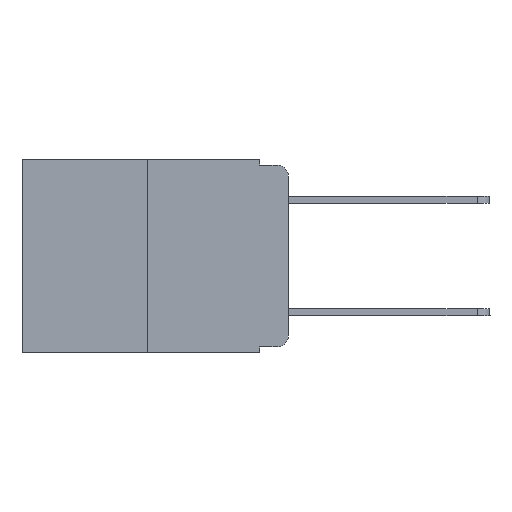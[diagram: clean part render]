
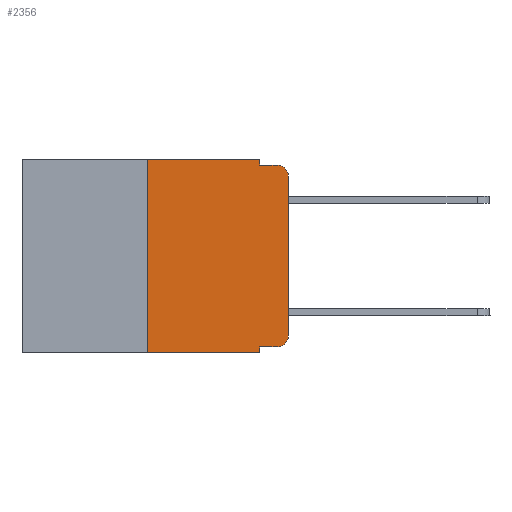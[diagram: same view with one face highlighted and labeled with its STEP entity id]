
A CAD part, left-side view. The second image highlights one B-rep face of the part: STEP entity #2356.
In plain terms, the highlighted planar face has unit normal (-1, 0, 0).
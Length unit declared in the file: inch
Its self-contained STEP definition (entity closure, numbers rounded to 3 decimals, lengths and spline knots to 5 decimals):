
#162 = CARTESIAN_POINT ( 'NONE',  ( 0., 0.051, 0. ) ) ;
#439 = AXIS2_PLACEMENT_3D ( 'NONE', #14890, #14798, #5049 ) ;
#705 = CIRCLE ( 'NONE', #439, 0.02 ) ;
#780 = ORIENTED_EDGE ( 'NONE', *, *, #12233, .T. ) ;
#1108 = DIRECTION ( 'NONE',  ( 0., -1., 0. ) ) ;
#1256 = CARTESIAN_POINT ( 'NONE',  ( 0., 0.051, -0.343 ) ) ;
#1541 = DIRECTION ( 'NONE',  ( 0., 0., -1. ) ) ;
#2185 = EDGE_CURVE ( 'NONE', #9257, #5259, #6930, .T. ) ;
#2356 = ADVANCED_FACE ( 'NONE', ( #2799 ), #4186, .F. ) ;
#2799 = FACE_OUTER_BOUND ( 'NONE', #14777, .T. ) ;
#2896 = AXIS2_PLACEMENT_3D ( 'NONE', #4112, #5083, #1541 ) ;
#2988 = DIRECTION ( 'NONE',  ( 0., -1., 0. ) ) ;
#3117 = CARTESIAN_POINT ( 'NONE',  ( 0., 0.02, -0.333 ) ) ;
#3128 = EDGE_CURVE ( 'NONE', #16075, #12162, #12374, .T. ) ;
#3554 = CIRCLE ( 'NONE', #12776, 0.02 ) ;
#3643 = CARTESIAN_POINT ( 'NONE',  ( 0., 0.25, 0. ) ) ;
#4112 = CARTESIAN_POINT ( 'NONE',  ( 0., 0.473, 0. ) ) ;
#4186 = PLANE ( 'NONE',  #2896 ) ;
#4220 = VERTEX_POINT ( 'NONE', #162 ) ;
#4238 = ORIENTED_EDGE ( 'NONE', *, *, #5243, .F. ) ;
#4646 = VECTOR ( 'NONE', #11989, 39.37008 ) ;
#4657 = CARTESIAN_POINT ( 'NONE',  ( 0., 0.25, -0.343 ) ) ;
#5049 = DIRECTION ( 'NONE',  ( 0., 0., -1. ) ) ;
#5071 = CARTESIAN_POINT ( 'NONE',  ( 0., 0.473, 0. ) ) ;
#5083 = DIRECTION ( 'NONE',  ( 1., 0., 0. ) ) ;
#5243 = EDGE_CURVE ( 'NONE', #4220, #16075, #13353, .T. ) ;
#5259 = VERTEX_POINT ( 'NONE', #3117 ) ;
#5434 = CARTESIAN_POINT ( 'NONE',  ( 0., 0.02, -0.313 ) ) ;
#5504 = CARTESIAN_POINT ( 'NONE',  ( 0., 0.051, 0. ) ) ;
#5734 = CARTESIAN_POINT ( 'NONE',  ( 0., 0.051, 0. ) ) ;
#5936 = CARTESIAN_POINT ( 'NONE',  ( 0., 0.051, -0.01 ) ) ;
#6152 = CARTESIAN_POINT ( 'NONE',  ( 0., 0.473, -0.343 ) ) ;
#6501 = DIRECTION ( 'NONE',  ( -1., 0., 0. ) ) ;
#6913 = VECTOR ( 'NONE', #10612, 39.37008 ) ;
#6930 = LINE ( 'NONE', #9252, #13672 ) ;
#7277 = DIRECTION ( 'NONE',  ( 0., -1., 0. ) ) ;
#7302 = ORIENTED_EDGE ( 'NONE', *, *, #2185, .T. ) ;
#7690 = VECTOR ( 'NONE', #14583, 39.37008 ) ;
#8178 = EDGE_CURVE ( 'NONE', #15778, #12926, #10288, .T. ) ;
#8471 = EDGE_CURVE ( 'NONE', #15869, #4220, #11332, .T. ) ;
#8528 = VECTOR ( 'NONE', #10668, 39.37008 ) ;
#8546 = CARTESIAN_POINT ( 'NONE',  ( 0., 0., 0. ) ) ;
#8663 = CARTESIAN_POINT ( 'NONE',  ( 0., 0., -0.03 ) ) ;
#9155 = CARTESIAN_POINT ( 'NONE',  ( 0., 0.02, -0.01 ) ) ;
#9252 = CARTESIAN_POINT ( 'NONE',  ( 0., 0.051, -0.333 ) ) ;
#9257 = VERTEX_POINT ( 'NONE', #14364 ) ;
#10027 = ORIENTED_EDGE ( 'NONE', *, *, #8178, .T. ) ;
#10195 = VERTEX_POINT ( 'NONE', #15952 ) ;
#10288 = LINE ( 'NONE', #6152, #6913 ) ;
#10299 = VERTEX_POINT ( 'NONE', #8663 ) ;
#10612 = DIRECTION ( 'NONE',  ( 0., -1., 0. ) ) ;
#10668 = DIRECTION ( 'NONE',  ( 0., 0., -1. ) ) ;
#10717 = ORIENTED_EDGE ( 'NONE', *, *, #3128, .F. ) ;
#10729 = ORIENTED_EDGE ( 'NONE', *, *, #15221, .T. ) ;
#10742 = CARTESIAN_POINT ( 'NONE',  ( 0., 0.25, 0. ) ) ;
#11332 = LINE ( 'NONE', #5071, #14580 ) ;
#11434 = VECTOR ( 'NONE', #15818, 39.37008 ) ;
#11814 = LINE ( 'NONE', #10742, #4646 ) ;
#11989 = DIRECTION ( 'NONE',  ( 0., 0., 1. ) ) ;
#12162 = VERTEX_POINT ( 'NONE', #9155 ) ;
#12233 = EDGE_CURVE ( 'NONE', #5259, #10195, #3554, .T. ) ;
#12302 = LINE ( 'NONE', #5734, #8528 ) ;
#12374 = LINE ( 'NONE', #15971, #15306 ) ;
#12416 = ORIENTED_EDGE ( 'NONE', *, *, #8471, .F. ) ;
#12529 = ORIENTED_EDGE ( 'NONE', *, *, #12939, .T. ) ;
#12715 = ORIENTED_EDGE ( 'NONE', *, *, #13201, .F. ) ;
#12776 = AXIS2_PLACEMENT_3D ( 'NONE', #5434, #6501, #14351 ) ;
#12926 = VERTEX_POINT ( 'NONE', #1256 ) ;
#12939 = EDGE_CURVE ( 'NONE', #10299, #12162, #705, .T. ) ;
#13201 = EDGE_CURVE ( 'NONE', #15778, #15869, #11814, .T. ) ;
#13353 = LINE ( 'NONE', #5504, #7690 ) ;
#13672 = VECTOR ( 'NONE', #2988, 39.37008 ) ;
#14297 = EDGE_CURVE ( 'NONE', #9257, #12926, #12302, .T. ) ;
#14351 = DIRECTION ( 'NONE',  ( 0., 0., -1. ) ) ;
#14364 = CARTESIAN_POINT ( 'NONE',  ( 0., 0.051, -0.333 ) ) ;
#14568 = ORIENTED_EDGE ( 'NONE', *, *, #14297, .F. ) ;
#14578 = LINE ( 'NONE', #8546, #11434 ) ;
#14580 = VECTOR ( 'NONE', #1108, 39.37008 ) ;
#14583 = DIRECTION ( 'NONE',  ( 0., 0., -1. ) ) ;
#14777 = EDGE_LOOP ( 'NONE', ( #10729, #12529, #10717, #4238, #12416, #12715, #10027, #14568, #7302, #780 ) ) ;
#14798 = DIRECTION ( 'NONE',  ( -1., 0., 0. ) ) ;
#14890 = CARTESIAN_POINT ( 'NONE',  ( 0., 0.02, -0.03 ) ) ;
#15221 = EDGE_CURVE ( 'NONE', #10195, #10299, #14578, .T. ) ;
#15306 = VECTOR ( 'NONE', #7277, 39.37008 ) ;
#15778 = VERTEX_POINT ( 'NONE', #4657 ) ;
#15818 = DIRECTION ( 'NONE',  ( 0., 0., 1. ) ) ;
#15869 = VERTEX_POINT ( 'NONE', #3643 ) ;
#15952 = CARTESIAN_POINT ( 'NONE',  ( 0., 0., -0.313 ) ) ;
#15971 = CARTESIAN_POINT ( 'NONE',  ( 0., 0.051, -0.01 ) ) ;
#16075 = VERTEX_POINT ( 'NONE', #5936 ) ;
